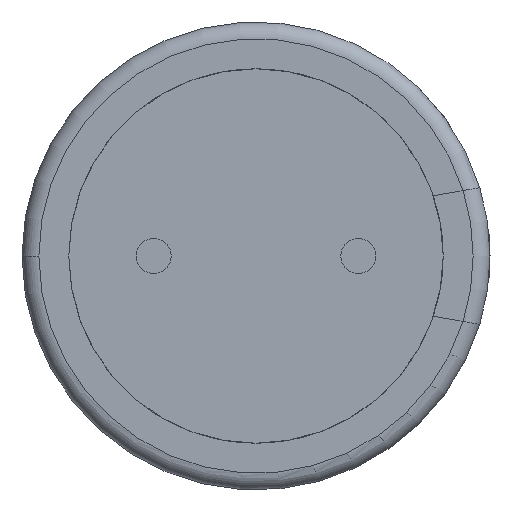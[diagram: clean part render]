
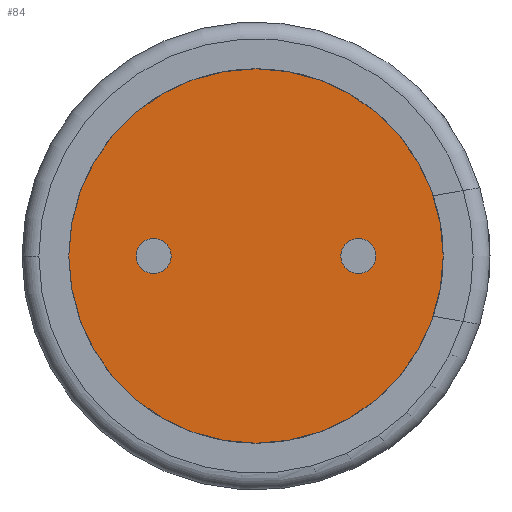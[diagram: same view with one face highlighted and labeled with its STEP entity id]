
A CAD part, front view. The second image highlights one B-rep face of the part: STEP entity #84.
In plain terms, the highlighted planar face has unit normal (0, -1, 0).
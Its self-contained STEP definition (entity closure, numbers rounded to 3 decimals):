
#4 = DIRECTION ( 'NONE',  ( 0., 1., 0. ) ) ;
#43 = VERTEX_POINT ( 'NONE', #788 ) ;
#84 = ADVANCED_FACE ( 'NONE', ( #1801, #1605, #1485 ), #1707, .F. ) ;
#134 = CARTESIAN_POINT ( 'NONE',  ( 3.2, 0., 0. ) ) ;
#143 = AXIS2_PLACEMENT_3D ( 'NONE', #742, #888, #1029 ) ;
#214 = CARTESIAN_POINT ( 'NONE',  ( -1.75, 0., 0. ) ) ;
#251 = AXIS2_PLACEMENT_3D ( 'NONE', #1278, #1561, #1626 ) ;
#278 = ORIENTED_EDGE ( 'NONE', *, *, #338, .F. ) ;
#286 = EDGE_LOOP ( 'NONE', ( #1101, #278 ) ) ;
#330 = CIRCLE ( 'NONE', #890, 0.3 ) ;
#338 = EDGE_CURVE ( 'NONE', #539, #1654, #330, .T. ) ;
#345 = VERTEX_POINT ( 'NONE', #1144 ) ;
#431 = CARTESIAN_POINT ( 'NONE',  ( 0., 0., 0. ) ) ;
#449 = EDGE_LOOP ( 'NONE', ( #1536, #1717 ) ) ;
#496 = DIRECTION ( 'NONE',  ( -1., 0., 0. ) ) ;
#500 = VERTEX_POINT ( 'NONE', #1609 ) ;
#539 = VERTEX_POINT ( 'NONE', #1456 ) ;
#543 = DIRECTION ( 'NONE',  ( 0., -1., 0. ) ) ;
#742 = CARTESIAN_POINT ( 'NONE',  ( 0., 0., 0. ) ) ;
#788 = CARTESIAN_POINT ( 'NONE',  ( 1.75, 0., 0.3 ) ) ;
#799 = DIRECTION ( 'NONE',  ( -1., 0., 0. ) ) ;
#813 = DIRECTION ( 'NONE',  ( 0., -1., 0. ) ) ;
#841 = DIRECTION ( 'NONE',  ( -1., 0., 0. ) ) ;
#880 = EDGE_CURVE ( 'NONE', #1654, #539, #1851, .T. ) ;
#888 = DIRECTION ( 'NONE',  ( 0., 1., 0. ) ) ;
#890 = AXIS2_PLACEMENT_3D ( 'NONE', #214, #543, #841 ) ;
#899 = CIRCLE ( 'NONE', #1452, 3.2 ) ;
#900 = AXIS2_PLACEMENT_3D ( 'NONE', #1106, #1408, #496 ) ;
#1029 = DIRECTION ( 'NONE',  ( -1., 0., 0. ) ) ;
#1075 = DIRECTION ( 'NONE',  ( 0., -1., 0. ) ) ;
#1076 = CARTESIAN_POINT ( 'NONE',  ( -1.75, 0., 0. ) ) ;
#1093 = DIRECTION ( 'NONE',  ( -1., 0., 0. ) ) ;
#1101 = ORIENTED_EDGE ( 'NONE', *, *, #880, .F. ) ;
#1102 = ORIENTED_EDGE ( 'NONE', *, *, #1768, .F. ) ;
#1106 = CARTESIAN_POINT ( 'NONE',  ( 0., 0., 0. ) ) ;
#1115 = CIRCLE ( 'NONE', #1679, 0.3 ) ;
#1144 = CARTESIAN_POINT ( 'NONE',  ( 1.75, 0., -0.3 ) ) ;
#1172 = CIRCLE ( 'NONE', #251, 0.3 ) ;
#1209 = EDGE_LOOP ( 'NONE', ( #1621, #1102 ) ) ;
#1278 = CARTESIAN_POINT ( 'NONE',  ( 1.75, 0., 0. ) ) ;
#1332 = VERTEX_POINT ( 'NONE', #134 ) ;
#1408 = DIRECTION ( 'NONE',  ( 0., 1., 0. ) ) ;
#1452 = AXIS2_PLACEMENT_3D ( 'NONE', #431, #4, #1760 ) ;
#1456 = CARTESIAN_POINT ( 'NONE',  ( -1.75, 0., -0.3 ) ) ;
#1462 = CIRCLE ( 'NONE', #143, 3.2 ) ;
#1485 = FACE_OUTER_BOUND ( 'NONE', #1209, .T. ) ;
#1526 = CARTESIAN_POINT ( 'NONE',  ( 1.75, 0., 0. ) ) ;
#1536 = ORIENTED_EDGE ( 'NONE', *, *, #1575, .F. ) ;
#1561 = DIRECTION ( 'NONE',  ( 0., -1., 0. ) ) ;
#1575 = EDGE_CURVE ( 'NONE', #43, #345, #1115, .T. ) ;
#1605 = FACE_BOUND ( 'NONE', #449, .T. ) ;
#1609 = CARTESIAN_POINT ( 'NONE',  ( -3.2, 0., 0. ) ) ;
#1621 = ORIENTED_EDGE ( 'NONE', *, *, #1769, .F. ) ;
#1626 = DIRECTION ( 'NONE',  ( -1., 0., 0. ) ) ;
#1654 = VERTEX_POINT ( 'NONE', #1911 ) ;
#1679 = AXIS2_PLACEMENT_3D ( 'NONE', #1526, #1075, #799 ) ;
#1683 = AXIS2_PLACEMENT_3D ( 'NONE', #1076, #813, #1093 ) ;
#1707 = PLANE ( 'NONE',  #900 ) ;
#1717 = ORIENTED_EDGE ( 'NONE', *, *, #1910, .F. ) ;
#1760 = DIRECTION ( 'NONE',  ( -1., 0., 0. ) ) ;
#1768 = EDGE_CURVE ( 'NONE', #1332, #500, #899, .T. ) ;
#1769 = EDGE_CURVE ( 'NONE', #500, #1332, #1462, .T. ) ;
#1801 = FACE_BOUND ( 'NONE', #286, .T. ) ;
#1851 = CIRCLE ( 'NONE', #1683, 0.3 ) ;
#1910 = EDGE_CURVE ( 'NONE', #345, #43, #1172, .T. ) ;
#1911 = CARTESIAN_POINT ( 'NONE',  ( -1.75, 0., 0.3 ) ) ;
